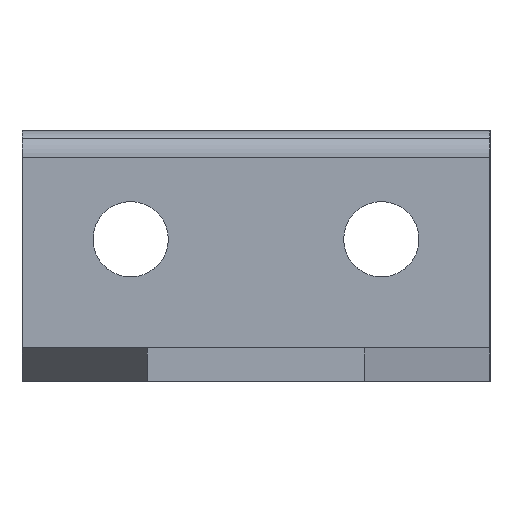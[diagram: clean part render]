
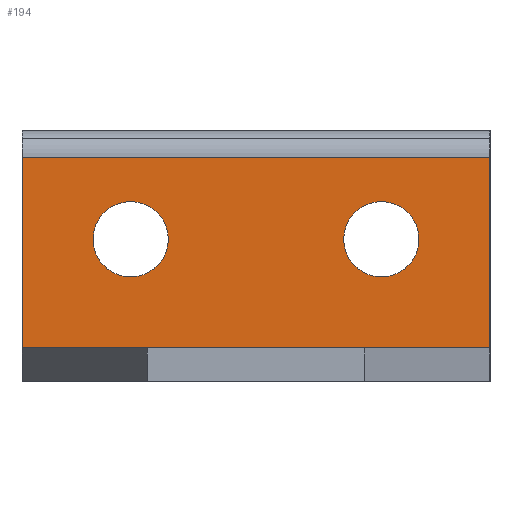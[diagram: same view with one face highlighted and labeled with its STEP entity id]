
A CAD part, left-side view. The second image highlights one B-rep face of the part: STEP entity #194.
In plain terms, the highlighted planar face has unit normal (-1, 0, 0).
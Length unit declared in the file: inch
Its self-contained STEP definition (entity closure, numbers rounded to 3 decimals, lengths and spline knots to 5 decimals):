
#190=EDGE_CURVE('',#467,#424,#468,.T.);
#194=ADVANCED_FACE('',(#472,#473,#474),#475,.T.);
#254=EDGE_CURVE('',#566,#467,#567,.T.);
#266=EDGE_CURVE('',#586,#424,#587,.T.);
#424=VERTEX_POINT('',#801);
#467=VERTEX_POINT('',#874);
#468=LINE('',#875,#876);
#472=FACE_OUTER_BOUND('',#879,.T.);
#473=FACE_BOUND('',#880,.T.);
#474=FACE_BOUND('',#881,.T.);
#475=PLANE('',#882);
#566=VERTEX_POINT('',#1039);
#567=LINE('',#1040,#1041);
#586=VERTEX_POINT('',#1070);
#587=LINE('',#1071,#1072);
#801=CARTESIAN_POINT('',(0.0,0.0,-1.375));
#874=CARTESIAN_POINT('',(0.0,3.5,-1.375));
#875=CARTESIAN_POINT('',(0.0,0.0,-1.375));
#876=VECTOR('',#1559,1.0);
#879=EDGE_LOOP('',(#1562,#1563,#1564,#1565));
#880=EDGE_LOOP('',(#1566,#1567,#1568,#1569));
#881=EDGE_LOOP('',(#1570,#1571,#1572,#1573));
#882=AXIS2_PLACEMENT_3D('',#1574,#1575,#1576);
#1039=CARTESIAN_POINT('',(0.0,3.5,0.04995));
#1040=CARTESIAN_POINT('',(0.0,3.5,0.0));
#1041=VECTOR('',#1710,1.0);
#1070=CARTESIAN_POINT('',(0.0,0.0,0.04995));
#1071=CARTESIAN_POINT('',(0.0,0.0,0.0));
#1072=VECTOR('',#1749,1.0);
#1559=DIRECTION('',(-0.0,-1.0,-0.0));
#1562=ORIENTED_EDGE('',*,*,#2077,.F.);
#1563=ORIENTED_EDGE('',*,*,#254,.T.);
#1564=ORIENTED_EDGE('',*,*,#190,.T.);
#1565=ORIENTED_EDGE('',*,*,#266,.F.);
#1566=ORIENTED_EDGE('',*,*,#2078,.T.);
#1567=ORIENTED_EDGE('',*,*,#2079,.T.);
#1568=ORIENTED_EDGE('',*,*,#2080,.T.);
#1569=ORIENTED_EDGE('',*,*,#2081,.T.);
#1570=ORIENTED_EDGE('',*,*,#2031,.T.);
#1571=ORIENTED_EDGE('',*,*,#2082,.T.);
#1572=ORIENTED_EDGE('',*,*,#2057,.T.);
#1573=ORIENTED_EDGE('',*,*,#2083,.T.);
#1574=CARTESIAN_POINT('',(0.0,1.75,0.0));
#1575=DIRECTION('',(-1.0,0.0,0.0));
#1576=DIRECTION('',(0.0,1.0,0.0));
#1710=DIRECTION('',(0.0,0.0,-1.0));
#1749=DIRECTION('',(0.0,0.0,-1.0));
#2031=EDGE_CURVE('',#2278,#2279,#2280,.T.);
#2057=EDGE_CURVE('',#2322,#2323,#2324,.T.);
#2077=EDGE_CURVE('',#566,#586,#2352,.T.);
#2078=EDGE_CURVE('',#2353,#2354,#2355,.T.);
#2079=EDGE_CURVE('',#2354,#2356,#2357,.T.);
#2080=EDGE_CURVE('',#2356,#2358,#2359,.T.);
#2081=EDGE_CURVE('',#2358,#2353,#2360,.T.);
#2082=EDGE_CURVE('',#2279,#2322,#2361,.T.);
#2083=EDGE_CURVE('',#2323,#2278,#2362,.T.);
#2278=VERTEX_POINT('',#2647);
#2279=VERTEX_POINT('',#2648);
#2280=B_SPLINE_CURVE_WITH_KNOTS('',3,(#2649,#2650,#2651,#2652),.UNSPECIFIED.,.F.,.F.,(4,4),(0.0,1.0),.UNSPECIFIED.);
#2322=VERTEX_POINT('',#2742);
#2323=VERTEX_POINT('',#2743);
#2324=B_SPLINE_CURVE_WITH_KNOTS('',3,(#2744,#2745,#2746,#2747),.UNSPECIFIED.,.F.,.F.,(4,4),(0.0,1.0),.UNSPECIFIED.);
#2352=LINE('',#2787,#2788);
#2353=VERTEX_POINT('',#2789);
#2354=VERTEX_POINT('',#2790);
#2355=B_SPLINE_CURVE_WITH_KNOTS('',3,(#2791,#2792,#2793,#2794),.UNSPECIFIED.,.F.,.F.,(4,4),(0.0,1.0),.UNSPECIFIED.);
#2356=VERTEX_POINT('',#2795);
#2357=B_SPLINE_CURVE_WITH_KNOTS('',3,(#2796,#2797,#2798,#2799),.UNSPECIFIED.,.F.,.F.,(4,4),(0.0,1.0),.UNSPECIFIED.);
#2358=VERTEX_POINT('',#2800);
#2359=B_SPLINE_CURVE_WITH_KNOTS('',3,(#2801,#2802,#2803,#2804),.UNSPECIFIED.,.F.,.F.,(4,4),(0.0,1.0),.UNSPECIFIED.);
#2360=B_SPLINE_CURVE_WITH_KNOTS('',3,(#2805,#2806,#2807,#2808),.UNSPECIFIED.,.F.,.F.,(4,4),(0.0,1.0),.UNSPECIFIED.);
#2361=B_SPLINE_CURVE_WITH_KNOTS('',3,(#2809,#2810,#2811,#2812),.UNSPECIFIED.,.F.,.F.,(4,4),(0.0,1.0),.UNSPECIFIED.);
#2362=B_SPLINE_CURVE_WITH_KNOTS('',3,(#2813,#2814,#2815,#2816),.UNSPECIFIED.,.F.,.F.,(4,4),(0.0,1.0),.UNSPECIFIED.);
#2647=CARTESIAN_POINT('',(0.0,2.6875,-0.2813));
#2648=CARTESIAN_POINT('',(0.0,2.40625,-0.56255));
#2649=CARTESIAN_POINT('',(0.0,2.6875,-0.2813));
#2650=CARTESIAN_POINT('',(0.0,2.53217,-0.2813));
#2651=CARTESIAN_POINT('',(0.,2.40625,-0.40723));
#2652=CARTESIAN_POINT('',(0.,2.40625,-0.56255));
#2742=CARTESIAN_POINT('',(0.0,2.6875,-0.8438));
#2743=CARTESIAN_POINT('',(0.0,2.96875,-0.56255));
#2744=CARTESIAN_POINT('',(0.0,2.6875,-0.8438));
#2745=CARTESIAN_POINT('',(0.0,2.84283,-0.8438));
#2746=CARTESIAN_POINT('',(0.,2.96875,-0.71788));
#2747=CARTESIAN_POINT('',(0.0,2.96875,-0.56255));
#2787=CARTESIAN_POINT('',(0.0,1.75,0.04995));
#2788=VECTOR('',#3115,1.0);
#2789=CARTESIAN_POINT('',(0.0,0.8125,-0.2813));
#2790=CARTESIAN_POINT('',(0.0,0.53125,-0.56255));
#2791=CARTESIAN_POINT('',(0.0,0.8125,-0.2813));
#2792=CARTESIAN_POINT('',(0.0,0.65717,-0.2813));
#2793=CARTESIAN_POINT('',(0.,0.53125,-0.40723));
#2794=CARTESIAN_POINT('',(0.0,0.53125,-0.56255));
#2795=CARTESIAN_POINT('',(0.0,0.8125,-0.8438));
#2796=CARTESIAN_POINT('',(0.0,0.53125,-0.56255));
#2797=CARTESIAN_POINT('',(0.,0.53125,-0.71788));
#2798=CARTESIAN_POINT('',(0.,0.65717,-0.8438));
#2799=CARTESIAN_POINT('',(0.,0.8125,-0.8438));
#2800=CARTESIAN_POINT('',(0.0,1.09375,-0.56255));
#2801=CARTESIAN_POINT('',(0.0,0.8125,-0.8438));
#2802=CARTESIAN_POINT('',(0.0,0.96783,-0.8438));
#2803=CARTESIAN_POINT('',(0.0,1.09375,-0.71788));
#2804=CARTESIAN_POINT('',(0.,1.09375,-0.56255));
#2805=CARTESIAN_POINT('',(0.0,1.09375,-0.56255));
#2806=CARTESIAN_POINT('',(0.,1.09375,-0.40723));
#2807=CARTESIAN_POINT('',(0.0,0.96783,-0.2813));
#2808=CARTESIAN_POINT('',(0.0,0.8125,-0.2813));
#2809=CARTESIAN_POINT('',(0.0,2.40625,-0.56255));
#2810=CARTESIAN_POINT('',(0.0,2.40625,-0.71788));
#2811=CARTESIAN_POINT('',(0.,2.53217,-0.8438));
#2812=CARTESIAN_POINT('',(0.,2.6875,-0.8438));
#2813=CARTESIAN_POINT('',(0.0,2.96875,-0.56255));
#2814=CARTESIAN_POINT('',(0.,2.96875,-0.40723));
#2815=CARTESIAN_POINT('',(0.0,2.84283,-0.2813));
#2816=CARTESIAN_POINT('',(0.0,2.6875,-0.2813));
#3115=DIRECTION('',(-0.0,-1.0,0.0));
